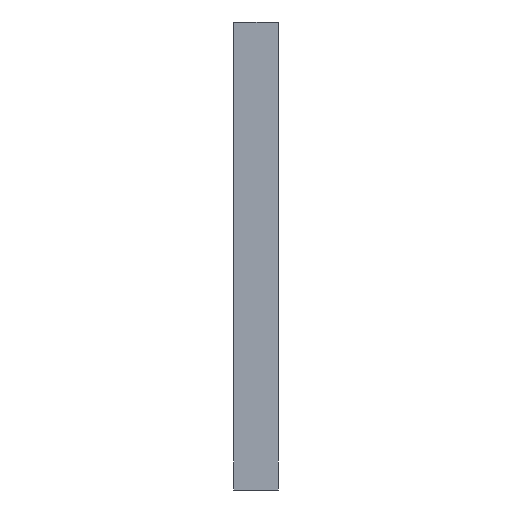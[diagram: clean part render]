
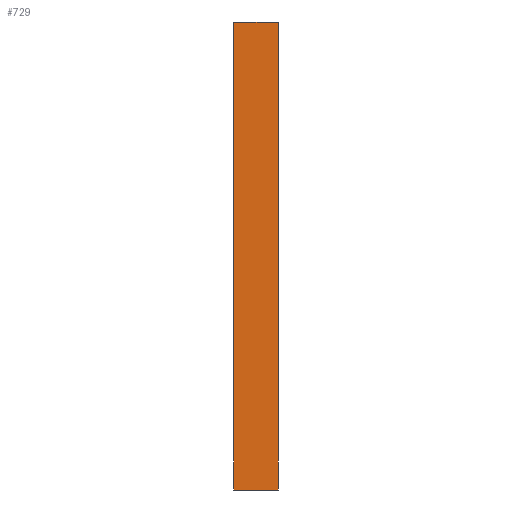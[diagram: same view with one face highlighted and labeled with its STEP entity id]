
A CAD part, left-side view. The second image highlights one B-rep face of the part: STEP entity #729.
In plain terms, the highlighted planar face has unit normal (-1, 0, 0).
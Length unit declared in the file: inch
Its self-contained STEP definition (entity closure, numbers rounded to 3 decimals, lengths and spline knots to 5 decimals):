
#1 = CARTESIAN_POINT ( 'NONE',  ( -1.105, 0., 0.66 ) ) ;
#67 = ORIENTED_EDGE ( 'NONE', *, *, #536, .T. ) ;
#114 = CARTESIAN_POINT ( 'NONE',  ( -1.105, 0.125, -0.66 ) ) ;
#139 = VECTOR ( 'NONE', #1283, 39.37008 ) ;
#148 = CARTESIAN_POINT ( 'NONE',  ( -1.105, 0., 0. ) ) ;
#167 = DIRECTION ( 'NONE',  ( 0., 0., 1. ) ) ;
#266 = VERTEX_POINT ( 'NONE', #114 ) ;
#334 = DIRECTION ( 'NONE',  ( 0., 0., 1. ) ) ;
#356 = DIRECTION ( 'NONE',  ( 1., 0., 0. ) ) ;
#362 = CARTESIAN_POINT ( 'NONE',  ( -1.105, 0., -0.66 ) ) ;
#383 = CARTESIAN_POINT ( 'NONE',  ( -1.105, 0.125, 0.66 ) ) ;
#393 = VECTOR ( 'NONE', #675, 39.37008 ) ;
#424 = LINE ( 'NONE', #148, #985 ) ;
#432 = ORIENTED_EDGE ( 'NONE', *, *, #1152, .F. ) ;
#446 = ORIENTED_EDGE ( 'NONE', *, *, #1041, .F. ) ;
#489 = VERTEX_POINT ( 'NONE', #362 ) ;
#536 = EDGE_CURVE ( 'NONE', #266, #489, #1276, .T. ) ;
#565 = LINE ( 'NONE', #1202, #139 ) ;
#568 = DIRECTION ( 'NONE',  ( 0., 0., -1. ) ) ;
#633 = EDGE_CURVE ( 'NONE', #489, #1343, #424, .T. ) ;
#641 = EDGE_LOOP ( 'NONE', ( #1070, #432, #446, #67 ) ) ;
#663 = PLANE ( 'NONE',  #1044 ) ;
#675 = DIRECTION ( 'NONE',  ( 0., -1., 0. ) ) ;
#699 = VERTEX_POINT ( 'NONE', #383 ) ;
#729 = ADVANCED_FACE ( 'NONE', ( #916 ), #663, .F. ) ;
#759 = LINE ( 'NONE', #1368, #847 ) ;
#764 = CARTESIAN_POINT ( 'NONE',  ( -1.105, 0.125, 0. ) ) ;
#847 = VECTOR ( 'NONE', #334, 39.37008 ) ;
#916 = FACE_OUTER_BOUND ( 'NONE', #641, .T. ) ;
#985 = VECTOR ( 'NONE', #167, 39.37008 ) ;
#1008 = CARTESIAN_POINT ( 'NONE',  ( -1.105, 0.125, -0.66 ) ) ;
#1041 = EDGE_CURVE ( 'NONE', #266, #699, #759, .T. ) ;
#1044 = AXIS2_PLACEMENT_3D ( 'NONE', #764, #356, #568 ) ;
#1070 = ORIENTED_EDGE ( 'NONE', *, *, #633, .T. ) ;
#1152 = EDGE_CURVE ( 'NONE', #699, #1343, #565, .T. ) ;
#1202 = CARTESIAN_POINT ( 'NONE',  ( -1.105, 0.125, 0.66 ) ) ;
#1276 = LINE ( 'NONE', #1008, #393 ) ;
#1283 = DIRECTION ( 'NONE',  ( 0., -1., 0. ) ) ;
#1343 = VERTEX_POINT ( 'NONE', #1 ) ;
#1368 = CARTESIAN_POINT ( 'NONE',  ( -1.105, 0.125, 0. ) ) ;
